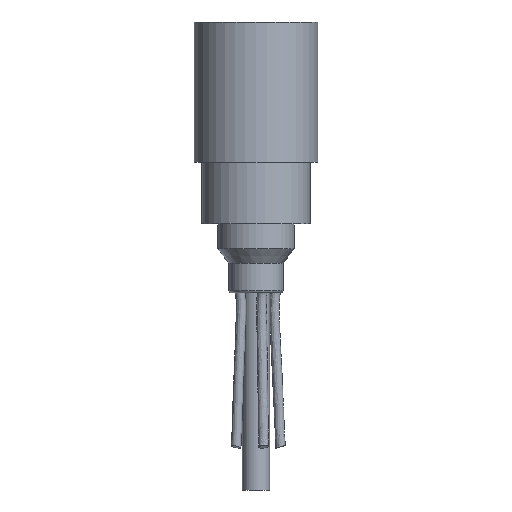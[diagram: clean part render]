
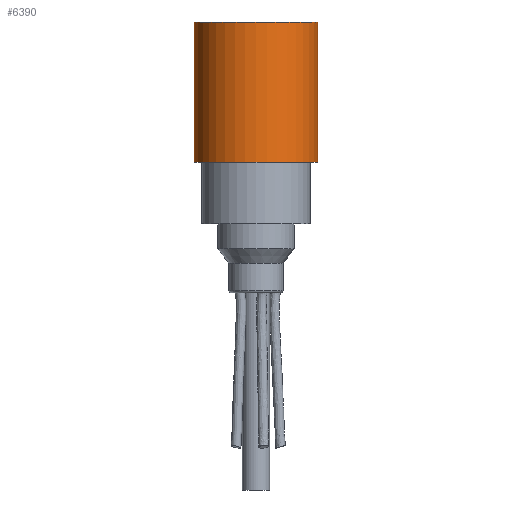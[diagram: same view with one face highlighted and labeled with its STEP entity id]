
A CAD part, front view. The second image highlights one B-rep face of the part: STEP entity #6390.
In plain terms, the highlighted cylindrical face has radius 12.5 mm (diameter 25 mm), a full revolution.
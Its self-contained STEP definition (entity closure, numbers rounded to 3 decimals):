
#1058=CYLINDRICAL_SURFACE($,#6622,12.5);
#1129=FACE_BOUND($,#2034,.T.);
#1631=FACE_OUTER_BOUND($,#2033,.T.);
#2033=EDGE_LOOP($,(#5548));
#2034=EDGE_LOOP($,(#5549));
#2063=CIRCLE($,#6573,12.5);
#2079=CIRCLE($,#6623,12.5);
#2956=VERTEX_POINT($,#12032);
#2972=VERTEX_POINT($,#12098);
#3818=EDGE_CURVE($,#2956,#2956,#2063,.T.);
#3834=EDGE_CURVE($,#2972,#2972,#2079,.T.);
#5548=ORIENTED_EDGE($,*,*,#3834,.T.);
#5549=ORIENTED_EDGE($,*,*,#3818,.T.);
#6390=ADVANCED_FACE($,(#1631,#1129),#1058,.T.);
#6573=AXIS2_PLACEMENT_3D($,#12033,#7496,#7497);
#6622=AXIS2_PLACEMENT_3D($,#12097,#7594,#7595);
#6623=AXIS2_PLACEMENT_3D($,#12099,#7596,#7597);
#7496=DIRECTION('center_axis',(0.,0.,-1.));
#7497=DIRECTION('ref_axis',(-1.,0.,0.));
#7594=DIRECTION('center_axis',(0.,0.,-1.));
#7595=DIRECTION('ref_axis',(-1.,0.,0.));
#7596=DIRECTION('center_axis',(0.,0.,1.));
#7597=DIRECTION('ref_axis',(-1.,0.,0.));
#12032=CARTESIAN_POINT('',(12.5,0.,14.));
#12033=CARTESIAN_POINT('Origin',(0.,0.,14.));
#12097=CARTESIAN_POINT('Origin',(0.,0.,14.));
#12098=CARTESIAN_POINT('',(12.5,0.,-14.5));
#12099=CARTESIAN_POINT('Origin',(0.,0.,-14.5));
